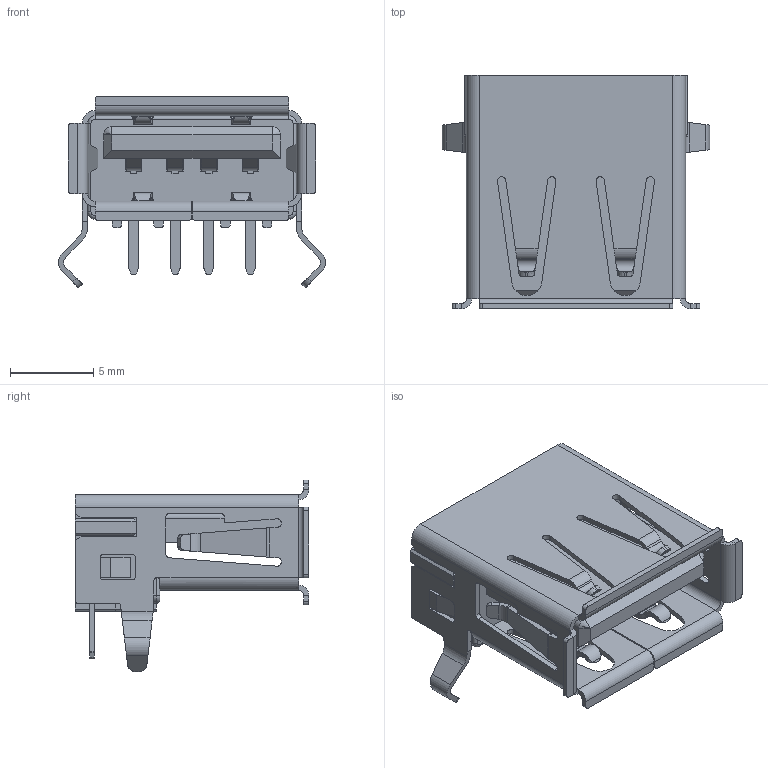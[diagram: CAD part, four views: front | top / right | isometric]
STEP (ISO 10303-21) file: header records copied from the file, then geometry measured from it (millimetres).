
FILE_DESCRIPTION(/* description */ (''),/* implementation_level */ '2;1');
FILE_NAME(/* name */ 'TE_292303-1.step',/* time_stamp */ '2022-01-21T00:28:49+08:00',/* author */ (''),/* organization */ (''),/* preprocessor_version */ 'ST-DEVELOPER v18.1',/* originating_system */ 'Autodesk Translation Framework v10.10.0.1391',/* authorisation */ '');
FILE_SCHEMA (('AUTOMOTIVE_DESIGN { 1 0 10303 214 3 1 1 }'));
Length unit declared in the file: millimetre
Products named in the file (2): TE 292303-1; 292303
Assembly tree (1 placements, depth 2):
  TE 292303-1
    292303
Bounding box: 16 x 14 x 11.47 mm (x, y, z)
Volume: 628.6 mm3; surface area: 1644.9 mm2
Topology: 10 solids, 10 shells, 588 faces, 1515 edges, 948 vertices
Faces by surface type: plane 374, cylinder 160, bspline 48, torus 4, cone 2
Entity records: 19025 total; most frequent: CARTESIAN_POINT 4676, ORIENTED_EDGE 3026, DIRECTION 2899, EDGE_CURVE 1513, LINE 1109, VECTOR 1109, VERTEX_POINT 948, AXIS2_PLACEMENT_3D 895
